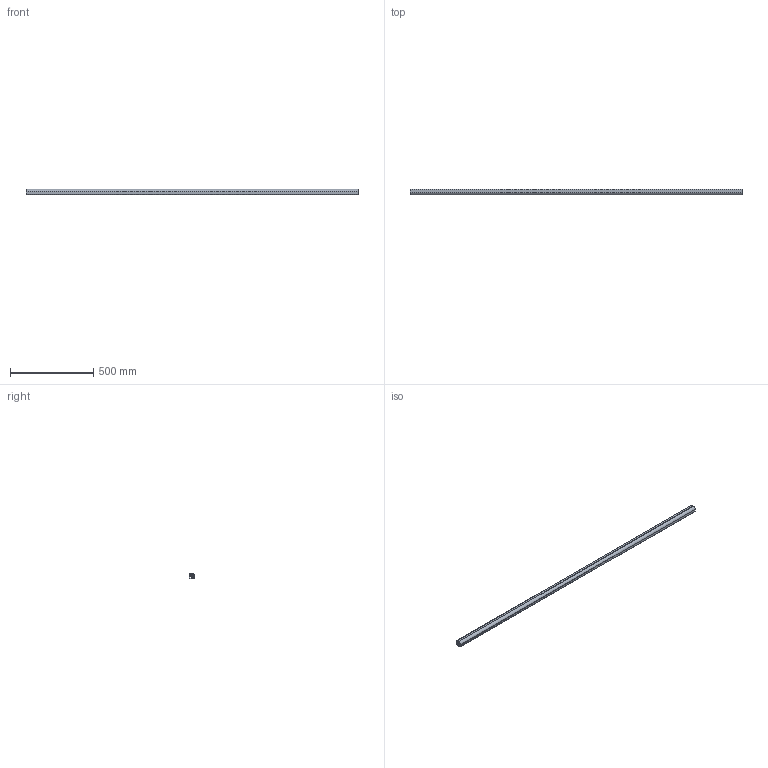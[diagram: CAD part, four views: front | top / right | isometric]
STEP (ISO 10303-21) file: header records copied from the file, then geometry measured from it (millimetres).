
FILE_DESCRIPTION(/* description */ (''),/* implementation_level */ '2;1');
FILE_NAME(/* name */ '10-3232RC-0-2000MM.step',/* time_stamp */ '2024-11-11T10:30:06-05:00',/* author */ (''),/* organization */ (''),/* preprocessor_version */ 'ST-DEVELOPER v20',/* originating_system */ 'Autodesk Translation Framework v13.20.0.188',/* authorisation */ '');
FILE_SCHEMA (('AUTOMOTIVE_DESIGN { 1 0 10303 214 3 1 1 }'));
Length unit declared in the file: millimetre
Products named in the file (1): (Unsaved)
Bounding box: 2000 x 32 x 32 mm (x, y, z)
Volume: 861316.7 mm3; surface area: 529623.6 mm2
Topology: 1 solids, 1 shells, 36 faces, 102 edges, 68 vertices
Faces by surface type: plane 27, cylinder 9
Full cylindrical faces by diameter (mm): 7.3 x1
Entity records: 1205 total; most frequent: CARTESIAN_POINT 207, ORIENTED_EDGE 204, DIRECTION 194, EDGE_CURVE 102, LINE 84, VECTOR 84, VERTEX_POINT 68, AXIS2_PLACEMENT_3D 55
